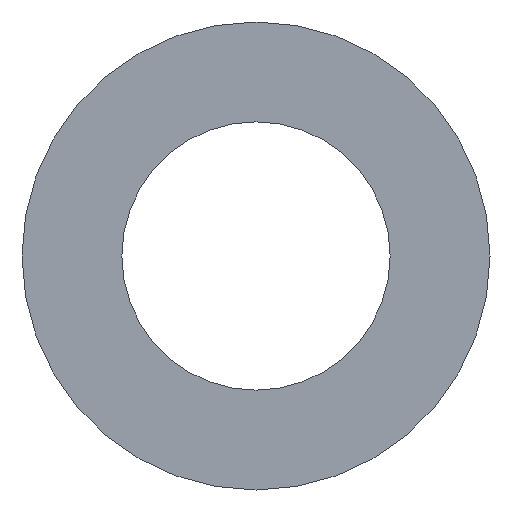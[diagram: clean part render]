
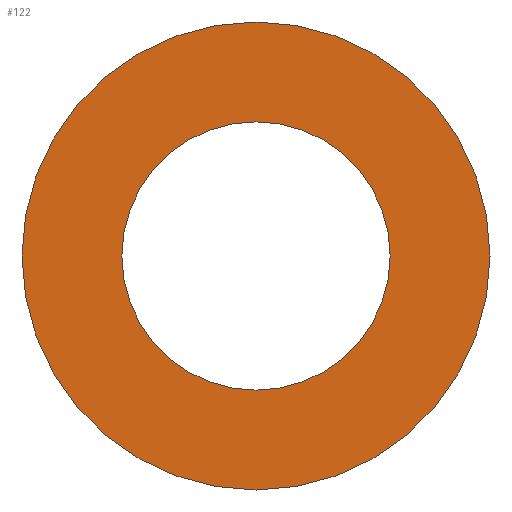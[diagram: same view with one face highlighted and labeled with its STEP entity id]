
A CAD part, front view. The second image highlights one B-rep face of the part: STEP entity #122.
In plain terms, the highlighted planar face has unit normal (0, -1, 0).
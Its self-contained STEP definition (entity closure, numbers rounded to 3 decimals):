
#16=FACE_BOUND('',#33,.T.);
#18=PLANE('',#160);
#25=FACE_OUTER_BOUND('',#32,.T.);
#32=EDGE_LOOP('',(#110,#111));
#33=EDGE_LOOP('',(#112,#113));
#44=CIRCLE('',#146,15.);
#45=CIRCLE('',#147,15.);
#52=CIRCLE('',#158,8.6);
#53=CIRCLE('',#159,8.6);
#56=VERTEX_POINT('',#209);
#57=VERTEX_POINT('',#211);
#64=VERTEX_POINT('',#232);
#65=VERTEX_POINT('',#234);
#69=EDGE_CURVE('',#56,#57,#44,.T.);
#70=EDGE_CURVE('',#57,#56,#45,.T.);
#80=EDGE_CURVE('',#65,#64,#52,.T.);
#81=EDGE_CURVE('',#64,#65,#53,.T.);
#110=ORIENTED_EDGE('',*,*,#70,.F.);
#111=ORIENTED_EDGE('',*,*,#69,.F.);
#112=ORIENTED_EDGE('',*,*,#80,.T.);
#113=ORIENTED_EDGE('',*,*,#81,.T.);
#122=ADVANCED_FACE('',(#25,#16),#18,.T.);
#146=AXIS2_PLACEMENT_3D('',#212,#170,#171);
#147=AXIS2_PLACEMENT_3D('',#213,#172,#173);
#158=AXIS2_PLACEMENT_3D('',#235,#197,#198);
#159=AXIS2_PLACEMENT_3D('',#236,#199,#200);
#160=AXIS2_PLACEMENT_3D('',#237,#201,#202);
#170=DIRECTION('center_axis',(0.,1.,0.));
#171=DIRECTION('ref_axis',(1.,0.,0.));
#172=DIRECTION('center_axis',(0.,1.,0.));
#173=DIRECTION('ref_axis',(1.,0.,0.));
#197=DIRECTION('center_axis',(0.,1.,0.));
#198=DIRECTION('ref_axis',(1.,0.,0.));
#199=DIRECTION('center_axis',(0.,1.,0.));
#200=DIRECTION('ref_axis',(1.,0.,0.));
#201=DIRECTION('center_axis',(0.,-1.,0.));
#202=DIRECTION('ref_axis',(0.,0.,-1.));
#209=CARTESIAN_POINT('',(15.,0.,0.));
#211=CARTESIAN_POINT('',(-15.,0.,0.));
#212=CARTESIAN_POINT('Origin',(0.,0.,0.));
#213=CARTESIAN_POINT('Origin',(0.,0.,0.));
#232=CARTESIAN_POINT('',(8.6,0.,0.));
#234=CARTESIAN_POINT('',(-8.6,0.,0.));
#235=CARTESIAN_POINT('Origin',(0.,0.,0.));
#236=CARTESIAN_POINT('Origin',(0.,0.,0.));
#237=CARTESIAN_POINT('Origin',(-15.,0.,0.));
